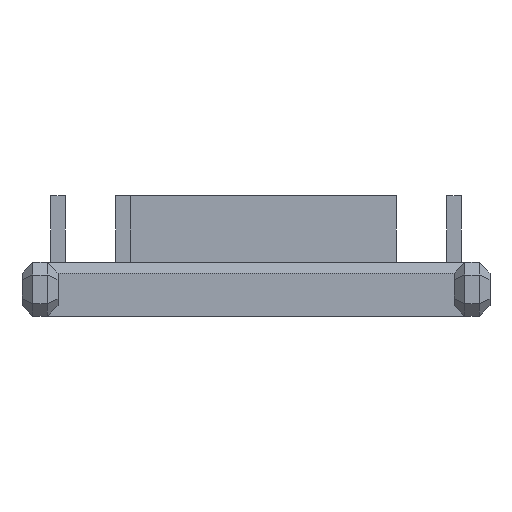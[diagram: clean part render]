
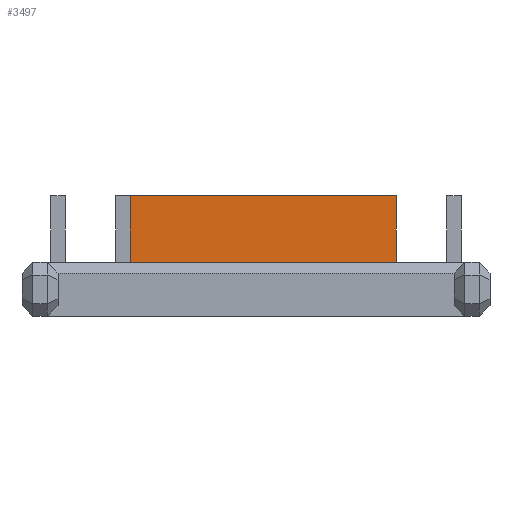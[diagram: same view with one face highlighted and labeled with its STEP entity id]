
A CAD part, front view. The second image highlights one B-rep face of the part: STEP entity #3497.
In plain terms, the highlighted planar face has unit normal (0, -1, 0).
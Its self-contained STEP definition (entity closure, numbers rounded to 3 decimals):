
#3484=AXIS2_PLACEMENT_3D('Plane Axis2P3D',#3481,#3482,#3483) ;
#353=CARTESIAN_POINT('Vertex',(39.,-81.,15.)) ;
#356=CARTESIAN_POINT('Line Origine',(2.,-81.,15.)) ;
#360=CARTESIAN_POINT('Vertex',(-35.,-81.,15.)) ;
#2333=CARTESIAN_POINT('Vertex',(-35.,-81.,33.5)) ;
#2336=CARTESIAN_POINT('Line Origine',(2.,-81.,33.5)) ;
#2340=CARTESIAN_POINT('Vertex',(39.,-81.,33.5)) ;
#3469=CARTESIAN_POINT('Line Origine',(-35.,-81.,24.25)) ;
#3481=CARTESIAN_POINT('Axis2P3D Location',(39.,-81.,15.)) ;
#3486=CARTESIAN_POINT('Line Origine',(39.,-81.,24.25)) ;
#357=DIRECTION('Vector Direction',(-1.,0.,0.)) ;
#2337=DIRECTION('Vector Direction',(-1.,0.,0.)) ;
#3470=DIRECTION('Vector Direction',(0.,0.,1.)) ;
#3482=DIRECTION('Axis2P3D Direction',(0.,1.,-0.)) ;
#3483=DIRECTION('Axis2P3D XDirection',(-1.,0.,0.)) ;
#3487=DIRECTION('Vector Direction',(0.,0.,1.)) ;
#358=VECTOR('Line Direction',#357,1.) ;
#2338=VECTOR('Line Direction',#2337,1.) ;
#3471=VECTOR('Line Direction',#3470,1.) ;
#3488=VECTOR('Line Direction',#3487,1.) ;
#3492=ORIENTED_EDGE('',*,*,#3473,.F.) ;
#3493=ORIENTED_EDGE('',*,*,#362,.T.) ;
#3494=ORIENTED_EDGE('',*,*,#3490,.T.) ;
#3495=ORIENTED_EDGE('',*,*,#2342,.F.) ;
#3497=ADVANCED_FACE('SUPORTE',(#3496),#3485,.F.) ;
#362=EDGE_CURVE('',#361,#354,#359,.F.) ;
#2342=EDGE_CURVE('',#2334,#2341,#2339,.F.) ;
#3473=EDGE_CURVE('',#361,#2334,#3472,.T.) ;
#3490=EDGE_CURVE('',#354,#2341,#3489,.T.) ;
#3491=EDGE_LOOP('',(#3492,#3493,#3494,#3495)) ;
#3496=FACE_OUTER_BOUND('',#3491,.T.) ;
#359=LINE('Line',#356,#358) ;
#2339=LINE('Line',#2336,#2338) ;
#3472=LINE('Line',#3469,#3471) ;
#3489=LINE('Line',#3486,#3488) ;
#3485=PLANE('',#3484) ;
#354=VERTEX_POINT('',#353) ;
#361=VERTEX_POINT('',#360) ;
#2334=VERTEX_POINT('',#2333) ;
#2341=VERTEX_POINT('',#2340) ;
